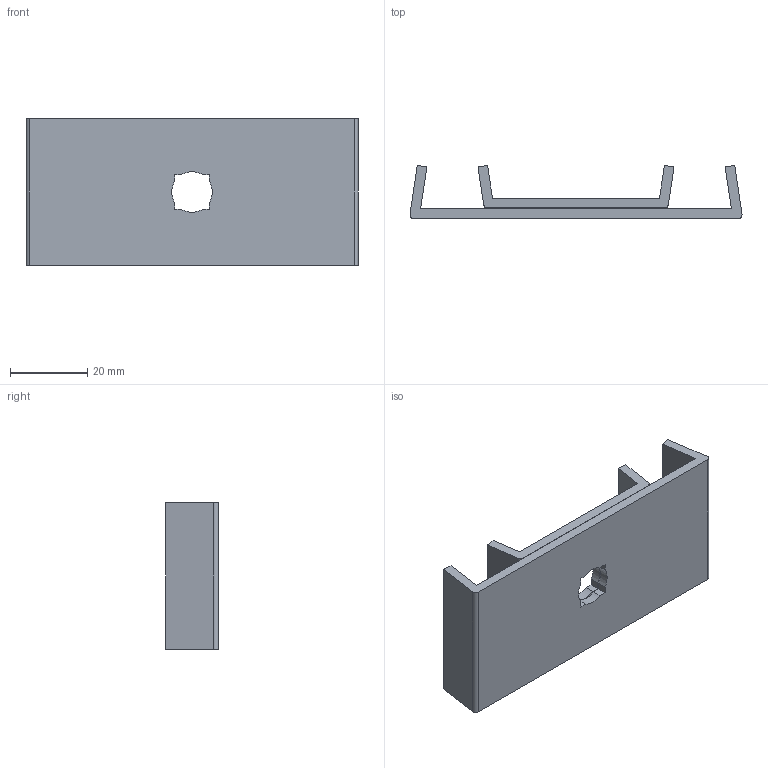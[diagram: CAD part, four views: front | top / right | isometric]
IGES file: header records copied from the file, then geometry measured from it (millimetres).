
Start section:  PTC IGES file: s0217-60141.igs
Global section: file name: s0217-60141.igs; native system: Pro/ENGINEER by Parametric Technology Corporation; preprocessor: 2006200; author: Andrea.Castagnoli; organization: Unknown; date: 20070706.145045; units: millimetre
Bounding box: 86.02 x 13.67 x 38 mm (x, y, z)
Volume: 15938 mm3; surface area: 14137.7 mm2
Topology: 2 solids, 2 shells, 48 faces, 132 edges, 88 vertices
Faces by surface type: bspline 36, revolution 12
